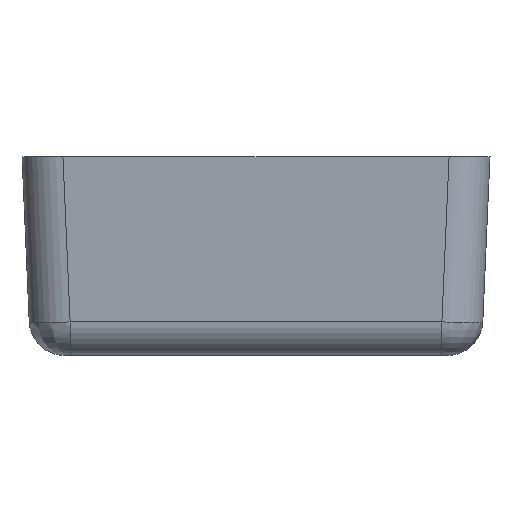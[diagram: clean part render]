
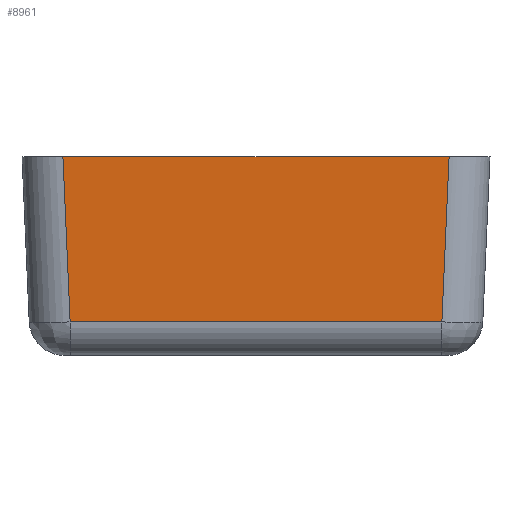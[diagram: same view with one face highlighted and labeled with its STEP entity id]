
A CAD part, left-side view. The second image highlights one B-rep face of the part: STEP entity #8961.
In plain terms, the highlighted planar face has unit normal (-0.999, 0, -0.044).
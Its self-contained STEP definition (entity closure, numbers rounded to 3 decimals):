
#8648=CARTESIAN_POINT('',(-34.96,-20.922,-14.131));
#8649=VERTEX_POINT('',#8648);
#8782=CARTESIAN_POINT('',(-34.96,10.85,-14.131));
#8783=VERTEX_POINT('',#8782);
#8800=CARTESIAN_POINT('',(-34.96,-20.922,-14.131));
#8801=DIRECTION('',(0.0,1.0,0.0));
#8802=VECTOR('',#8801,31.773);
#8803=LINE('',#8800,#8802);
#8804=EDGE_CURVE('',#8649,#8783,#8803,.T.);
#8931=CARTESIAN_POINT('',(-35.577,14.964,0.0));
#8932=DIRECTION('',(-0.999,0.,-0.044));
#8933=DIRECTION('',(0.0,1.0,0.0));
#8934=AXIS2_PLACEMENT_3D('',#8931,#8932,#8933);
#8935=PLANE('',#8934);
#8936=ORIENTED_EDGE('',*,*,#8804,.F.);
#8937=CARTESIAN_POINT('',(-35.577,-21.539,0.0));
#8938=VERTEX_POINT('',#8937);
#8939=CARTESIAN_POINT('',(-35.577,-21.539,0.0));
#8940=DIRECTION('',(0.044,0.044,-0.998));
#8941=VECTOR('',#8940,14.158);
#8942=LINE('',#8939,#8941);
#8943=EDGE_CURVE('',#8938,#8649,#8942,.T.);
#8944=ORIENTED_EDGE('',*,*,#8943,.F.);
#8945=CARTESIAN_POINT('',(-35.577,11.467,0.0));
#8946=VERTEX_POINT('',#8945);
#8947=CARTESIAN_POINT('',(-35.577,-21.539,0.0));
#8948=DIRECTION('',(0.0,1.0,0.0));
#8949=VECTOR('',#8948,33.007);
#8950=LINE('',#8947,#8949);
#8951=EDGE_CURVE('',#8938,#8946,#8950,.T.);
#8952=ORIENTED_EDGE('',*,*,#8951,.T.);
#8953=CARTESIAN_POINT('',(-34.96,10.85,-14.131));
#8954=DIRECTION('',(-0.044,0.044,0.998));
#8955=VECTOR('',#8954,14.158);
#8956=LINE('',#8953,#8955);
#8957=EDGE_CURVE('',#8783,#8946,#8956,.T.);
#8958=ORIENTED_EDGE('',*,*,#8957,.F.);
#8959=EDGE_LOOP('',(#8936,#8944,#8952,#8958));
#8960=FACE_OUTER_BOUND('',#8959,.T.);
#8961=ADVANCED_FACE('',(#8960),#8935,.T.);
